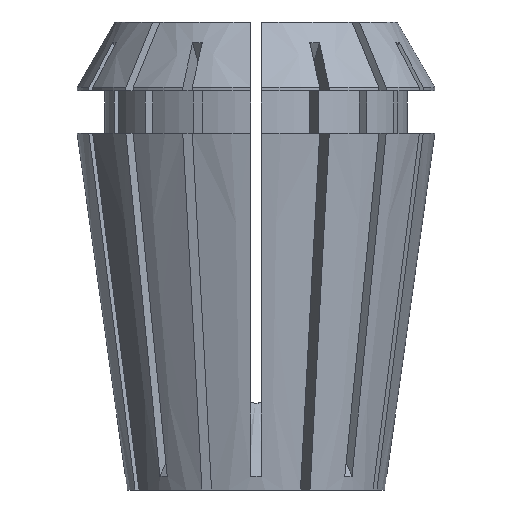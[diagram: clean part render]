
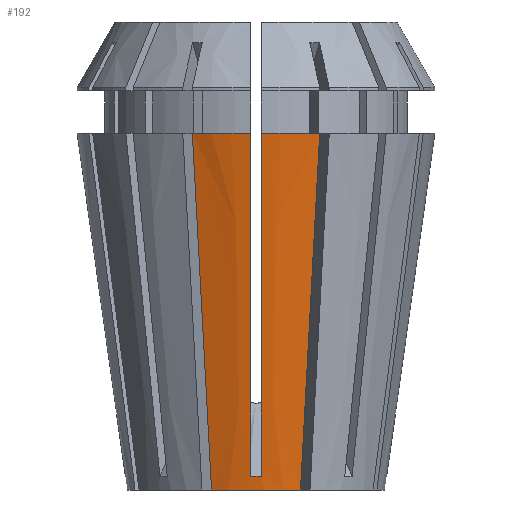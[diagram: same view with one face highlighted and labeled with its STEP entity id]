
A CAD part, left-side view. The second image highlights one B-rep face of the part: STEP entity #192.
In plain terms, the highlighted conical face has half-angle 8 degrees and reference radius 9.36 mm.
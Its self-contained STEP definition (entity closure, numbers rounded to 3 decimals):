
#86 = DIRECTION ( 'NONE',  ( -1., 0., 0. ) ) ;
#167 = CARTESIAN_POINT ( 'NONE',  ( -9.714, 0.375, 2.569 ) ) ;
#192 = ADVANCED_FACE ( 'NONE', ( #463 ), #4737, .T. ) ;
#245 = DIRECTION ( 'NONE',  ( -1., 0., 0. ) ) ;
#327 = CARTESIAN_POINT ( 'NONE',  ( -12.483, -0.375, 22.26 ) ) ;
#341 = VERTEX_POINT ( 'NONE', #2146 ) ;
#463 = FACE_OUTER_BOUND ( 'NONE', #901, .T. ) ;
#486 = DIRECTION ( 'NONE',  ( 0., 0., 1. ) ) ;
#535 = VERTEX_POINT ( 'NONE', #2353 ) ;
#632 = CARTESIAN_POINT ( 'NONE',  ( -8.784, -3.233, 0. ) ) ;
#657 = CARTESIAN_POINT ( 'NONE',  ( -9.495, -0.375, 1.009 ) ) ;
#668 = B_SPLINE_CURVE_WITH_KNOTS ( 'NONE', 3,
 ( #797, #847, #4895, #3644, #1994, #4091, #2404 ),
 .UNSPECIFIED., .F., .F.,
 ( 4, 3, 4 ),
 ( 0., 0.023, 0.026 ),
 .UNSPECIFIED. ) ;
#706 = CARTESIAN_POINT ( 'NONE',  ( -9.714, -0.375, 2.569 ) ) ;
#797 = CARTESIAN_POINT ( 'NONE',  ( -12.149, 4.626, 25.9 ) ) ;
#816 = CARTESIAN_POINT ( 'NONE',  ( -11.426, 0.375, 14.743 ) ) ;
#837 = DIRECTION ( 'NONE',  ( 0., 0., -1. ) ) ;
#847 = CARTESIAN_POINT ( 'NONE',  ( -11.171, 4.221, 18.366 ) ) ;
#872 = DIRECTION ( 'NONE',  ( 1., 0., 0. ) ) ;
#901 = EDGE_LOOP ( 'NONE', ( #3309, #4545, #3722, #1924, #2574, #4920, #1231, #2089 ) ) ;
#1099 = CARTESIAN_POINT ( 'NONE',  ( -11.426, -0.375, 14.743 ) ) ;
#1102 = CARTESIAN_POINT ( 'NONE',  ( -9.495, 0.375, 1.009 ) ) ;
#1210 = AXIS2_PLACEMENT_3D ( 'NONE', #1696, #486, #872 ) ;
#1231 = ORIENTED_EDGE ( 'NONE', *, *, #2884, .F. ) ;
#1318 = CARTESIAN_POINT ( 'NONE',  ( -9.604, 0.375, 1.789 ) ) ;
#1336 = CARTESIAN_POINT ( 'NONE',  ( -9.824, 0.375, 3.349 ) ) ;
#1371 = EDGE_CURVE ( 'NONE', #535, #341, #5003, .T. ) ;
#1391 = VERTEX_POINT ( 'NONE', #1765 ) ;
#1470 = CARTESIAN_POINT ( 'NONE',  ( -11.171, -4.221, 18.366 ) ) ;
#1508 = CARTESIAN_POINT ( 'NONE',  ( -9.495, -0.375, 1.009 ) ) ;
#1537 = CARTESIAN_POINT ( 'NONE',  ( 0., 0., 25.9 ) ) ;
#1573 = CARTESIAN_POINT ( 'NONE',  ( -12.995, -0.375, 25.9 ) ) ;
#1696 = CARTESIAN_POINT ( 'NONE',  ( 0., 0., 0. ) ) ;
#1749 = CARTESIAN_POINT ( 'NONE',  ( -8.784, 3.233, 0. ) ) ;
#1765 = CARTESIAN_POINT ( 'NONE',  ( -12.149, -4.626, 25.9 ) ) ;
#1831 = CARTESIAN_POINT ( 'NONE',  ( -9.213, -3.41, 3.298 ) ) ;
#1849 = CARTESIAN_POINT ( 'NONE',  ( -9.503, 0.125, 0.997 ) ) ;
#1916 = CARTESIAN_POINT ( 'NONE',  ( -12.995, -0.375, 25.9 ) ) ;
#1924 = ORIENTED_EDGE ( 'NONE', *, *, #3087, .F. ) ;
#1926 = VERTEX_POINT ( 'NONE', #3294 ) ;
#1994 = CARTESIAN_POINT ( 'NONE',  ( -9.07, 3.351, 2.199 ) ) ;
#1999 = AXIS2_PLACEMENT_3D ( 'NONE', #3783, #837, #86 ) ;
#2020 = CARTESIAN_POINT ( 'NONE',  ( -12.995, 0.375, 25.9 ) ) ;
#2040 = CARTESIAN_POINT ( 'NONE',  ( -12.227, 0.375, 20.441 ) ) ;
#2074 = CIRCLE ( 'NONE', #3637, 13. ) ;
#2086 = EDGE_CURVE ( 'NONE', #3059, #2572, #5243, .T. ) ;
#2089 = ORIENTED_EDGE ( 'NONE', *, *, #1371, .F. ) ;
#2146 = CARTESIAN_POINT ( 'NONE',  ( -9.495, 0.375, 1.009 ) ) ;
#2228 = CARTESIAN_POINT ( 'NONE',  ( -12.149, -4.626, 25.9 ) ) ;
#2263 = CARTESIAN_POINT ( 'NONE',  ( -10.192, -3.816, 10.832 ) ) ;
#2324 = CARTESIAN_POINT ( 'NONE',  ( -9.824, -0.375, 3.349 ) ) ;
#2353 = CARTESIAN_POINT ( 'NONE',  ( -12.995, 0.375, 25.9 ) ) ;
#2361 = EDGE_CURVE ( 'NONE', #1926, #2802, #3179, .T. ) ;
#2388 = CARTESIAN_POINT ( 'NONE',  ( -12.739, -0.375, 24.08 ) ) ;
#2404 = CARTESIAN_POINT ( 'NONE',  ( -8.784, 3.233, 0. ) ) ;
#2572 = VERTEX_POINT ( 'NONE', #4120 ) ;
#2574 = ORIENTED_EDGE ( 'NONE', *, *, #3434, .T. ) ;
#2802 = VERTEX_POINT ( 'NONE', #1749 ) ;
#2847 = CARTESIAN_POINT ( 'NONE',  ( -12.483, 0.375, 22.26 ) ) ;
#2884 = EDGE_CURVE ( 'NONE', #341, #2572, #3964, .T. ) ;
#3059 = VERTEX_POINT ( 'NONE', #1916 ) ;
#3087 = EDGE_CURVE ( 'NONE', #1391, #1926, #4819, .T. ) ;
#3091 = CARTESIAN_POINT ( 'NONE',  ( -8.927, -3.292, 1.099 ) ) ;
#3147 = CARTESIAN_POINT ( 'NONE',  ( -10.625, -0.375, 9.046 ) ) ;
#3152 = AXIS2_PLACEMENT_3D ( 'NONE', #3725, #3720, #245 ) ;
#3179 = CIRCLE ( 'NONE', #1999, 9.36 ) ;
#3294 = CARTESIAN_POINT ( 'NONE',  ( -8.784, -3.233, 0. ) ) ;
#3309 = ORIENTED_EDGE ( 'NONE', *, *, #3982, .T. ) ;
#3434 = EDGE_CURVE ( 'NONE', #1391, #3059, #4557, .T. ) ;
#3479 = VERTEX_POINT ( 'NONE', #3998 ) ;
#3560 = CARTESIAN_POINT ( 'NONE',  ( -9.503, -0.125, 0.997 ) ) ;
#3633 = EDGE_CURVE ( 'NONE', #3479, #2802, #668, .T. ) ;
#3637 = AXIS2_PLACEMENT_3D ( 'NONE', #1537, #5252, #4007 ) ;
#3644 = CARTESIAN_POINT ( 'NONE',  ( -9.213, 3.41, 3.298 ) ) ;
#3720 = DIRECTION ( 'NONE',  ( 0., 0., -1. ) ) ;
#3722 = ORIENTED_EDGE ( 'NONE', *, *, #2361, .F. ) ;
#3725 = CARTESIAN_POINT ( 'NONE',  ( 0., 0., 25.9 ) ) ;
#3783 = CARTESIAN_POINT ( 'NONE',  ( 0., 0., 0. ) ) ;
#3964 = B_SPLINE_CURVE_WITH_KNOTS ( 'NONE', 3,
 ( #1102, #1849, #3560, #657 ),
 .UNSPECIFIED., .F., .F.,
 ( 4, 4 ),
 ( 0., 0.001 ),
 .UNSPECIFIED. ) ;
#3968 = CARTESIAN_POINT ( 'NONE',  ( -9.604, -0.375, 1.789 ) ) ;
#3982 = EDGE_CURVE ( 'NONE', #535, #3479, #2074, .T. ) ;
#3998 = CARTESIAN_POINT ( 'NONE',  ( -12.149, 4.626, 25.9 ) ) ;
#4007 = DIRECTION ( 'NONE',  ( -1., 0., 0. ) ) ;
#4091 = CARTESIAN_POINT ( 'NONE',  ( -8.927, 3.292, 1.099 ) ) ;
#4120 = CARTESIAN_POINT ( 'NONE',  ( -9.495, -0.375, 1.009 ) ) ;
#4257 = CARTESIAN_POINT ( 'NONE',  ( -10.625, 0.375, 9.046 ) ) ;
#4545 = ORIENTED_EDGE ( 'NONE', *, *, #3633, .T. ) ;
#4557 = CIRCLE ( 'NONE', #3152, 13. ) ;
#4682 = CARTESIAN_POINT ( 'NONE',  ( -9.495, 0.375, 1.009 ) ) ;
#4737 = CONICAL_SURFACE ( 'NONE', #1210, 9.36, 0.14 ) ;
#4743 = CARTESIAN_POINT ( 'NONE',  ( -9.07, -3.351, 2.199 ) ) ;
#4819 = B_SPLINE_CURVE_WITH_KNOTS ( 'NONE', 3,
 ( #2228, #1470, #2263, #1831, #4743, #3091, #632 ),
 .UNSPECIFIED., .F., .F.,
 ( 4, 3, 4 ),
 ( 0., 0.023, 0.026 ),
 .UNSPECIFIED. ) ;
#4895 = CARTESIAN_POINT ( 'NONE',  ( -10.192, 3.816, 10.832 ) ) ;
#4920 = ORIENTED_EDGE ( 'NONE', *, *, #2086, .T. ) ;
#4969 = CARTESIAN_POINT ( 'NONE',  ( -12.739, 0.375, 24.08 ) ) ;
#5003 = B_SPLINE_CURVE_WITH_KNOTS ( 'NONE', 3,
 ( #2020, #4969, #2847, #2040, #816, #4257, #1336, #167, #1318, #4682 ),
 .UNSPECIFIED., .F., .F.,
 ( 4, 3, 3, 4 ),
 ( 0.049, 0.055, 0.072, 0.074 ),
 .UNSPECIFIED. ) ;
#5243 = B_SPLINE_CURVE_WITH_KNOTS ( 'NONE', 3,
 ( #1573, #2388, #327, #5286, #1099, #3147, #2324, #706, #3968, #1508 ),
 .UNSPECIFIED., .F., .F.,
 ( 4, 3, 3, 4 ),
 ( 0.049, 0.055, 0.072, 0.074 ),
 .UNSPECIFIED. ) ;
#5252 = DIRECTION ( 'NONE',  ( 0., 0., -1. ) ) ;
#5286 = CARTESIAN_POINT ( 'NONE',  ( -12.227, -0.375, 20.441 ) ) ;
